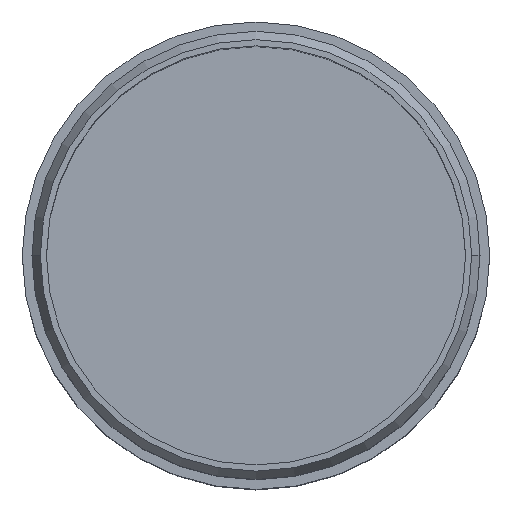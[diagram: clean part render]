
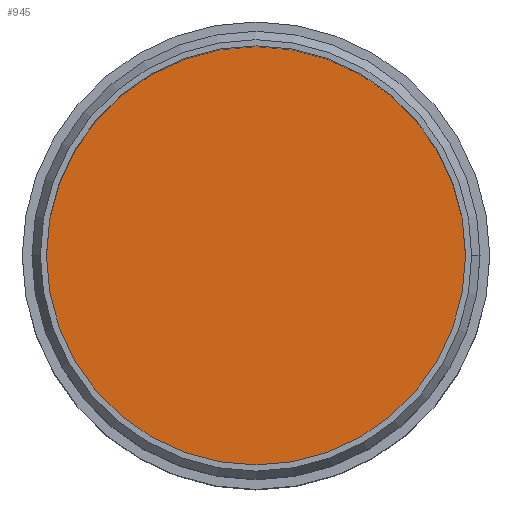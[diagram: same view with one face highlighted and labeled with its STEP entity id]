
A CAD part, top view. The second image highlights one B-rep face of the part: STEP entity #945.
In plain terms, the highlighted planar face has unit normal (0, 0, 1).
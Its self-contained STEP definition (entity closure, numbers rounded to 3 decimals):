
#16 = DIRECTION ( 'NONE',  ( 0., 0., 1. ) ) ;
#18 = DIRECTION ( 'NONE',  ( 1., 0., 0. ) ) ;
#85 = AXIS2_PLACEMENT_3D ( 'NONE', #423, #878, #971 ) ;
#186 = CARTESIAN_POINT ( 'NONE',  ( -21.65, 0., 2.5 ) ) ;
#250 = CIRCLE ( 'NONE', #717, 21.65 ) ;
#268 = ORIENTED_EDGE ( 'NONE', *, *, #715, .T. ) ;
#271 = PLANE ( 'NONE',  #541 ) ;
#298 = CARTESIAN_POINT ( 'NONE',  ( 0., 0., 2.5 ) ) ;
#378 = FACE_OUTER_BOUND ( 'NONE', #567, .T. ) ;
#412 = VERTEX_POINT ( 'NONE', #802 ) ;
#423 = CARTESIAN_POINT ( 'NONE',  ( 0., 0., 2.5 ) ) ;
#517 = CIRCLE ( 'NONE', #85, 21.65 ) ;
#541 = AXIS2_PLACEMENT_3D ( 'NONE', #298, #635, #18 ) ;
#567 = EDGE_LOOP ( 'NONE', ( #1050, #268 ) ) ;
#635 = DIRECTION ( 'NONE',  ( 0., 0., 1. ) ) ;
#715 = EDGE_CURVE ( 'NONE', #412, #974, #250, .T. ) ;
#717 = AXIS2_PLACEMENT_3D ( 'NONE', #1047, #16, #765 ) ;
#765 = DIRECTION ( 'NONE',  ( 1., 0., 0. ) ) ;
#802 = CARTESIAN_POINT ( 'NONE',  ( 21.65, 0., 2.5 ) ) ;
#878 = DIRECTION ( 'NONE',  ( 0., 0., 1. ) ) ;
#945 = ADVANCED_FACE ( 'NONE', ( #378 ), #271, .T. ) ;
#971 = DIRECTION ( 'NONE',  ( 1., 0., 0. ) ) ;
#974 = VERTEX_POINT ( 'NONE', #186 ) ;
#1047 = CARTESIAN_POINT ( 'NONE',  ( 0., 0., 2.5 ) ) ;
#1050 = ORIENTED_EDGE ( 'NONE', *, *, #1111, .T. ) ;
#1111 = EDGE_CURVE ( 'NONE', #974, #412, #517, .T. ) ;
